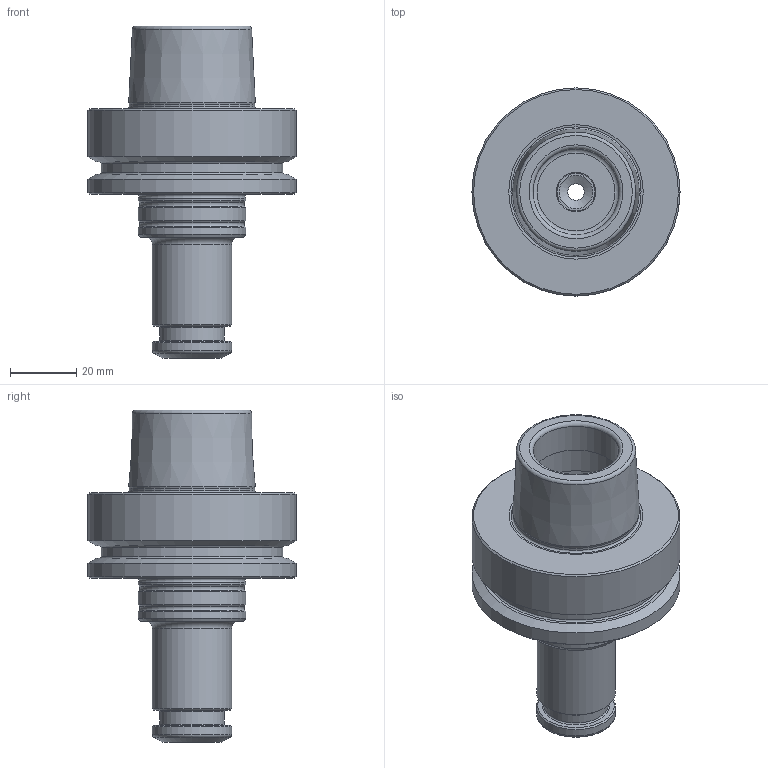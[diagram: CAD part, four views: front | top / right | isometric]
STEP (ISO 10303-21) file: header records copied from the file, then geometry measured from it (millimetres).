
FILE_DESCRIPTION(/* description */ (''),/* implementation_level */ '2;1');
FILE_NAME(/* name */ '456371545.stp',/* time_stamp */ '2021-01-08T12:25:12',/* author */ ('LRA'),/* organization */ ('REGO-FIX'),/* preprocessor_version */ ' Unknown',/* originating_system */ 'SIEMENS PLM Software Solid Edge ST10',/* authorization */ 'Unknown');
FILE_SCHEMA (('AUTOMOTIVE_DESIGN { 1 0 10303 214 2 1 1}'));
Length unit declared in the file: millimetre
Products named in the file (1): NOCUT
Bounding box: 63 x 63 x 100.5 mm (x, y, z)
Volume: 99107.4 mm3; surface area: 24928.2 mm2
Topology: 1 solids, 1 shells, 66 faces, 129 edges, 75 vertices
Faces by surface type: cone 21, torus 17, cylinder 16, plane 12
Full cylindrical faces by diameter (mm): 5 x1, 12 x1, 15 x1, 19.5 x1, 24 x2, 26 x2, 32 x1, 32.5 x3, 38.009 x1, 55 x1, 63 x2
Entity records: 1828 total; most frequent: DIRECTION 272, CARTESIAN_POINT 202, AXIS2_PLACEMENT_3D 136, ORIENTED_EDGE 132, EDGE_LOOP 132, FACE_BOUND 132, EDGE_CURVE 66, VERTEX_POINT 66
